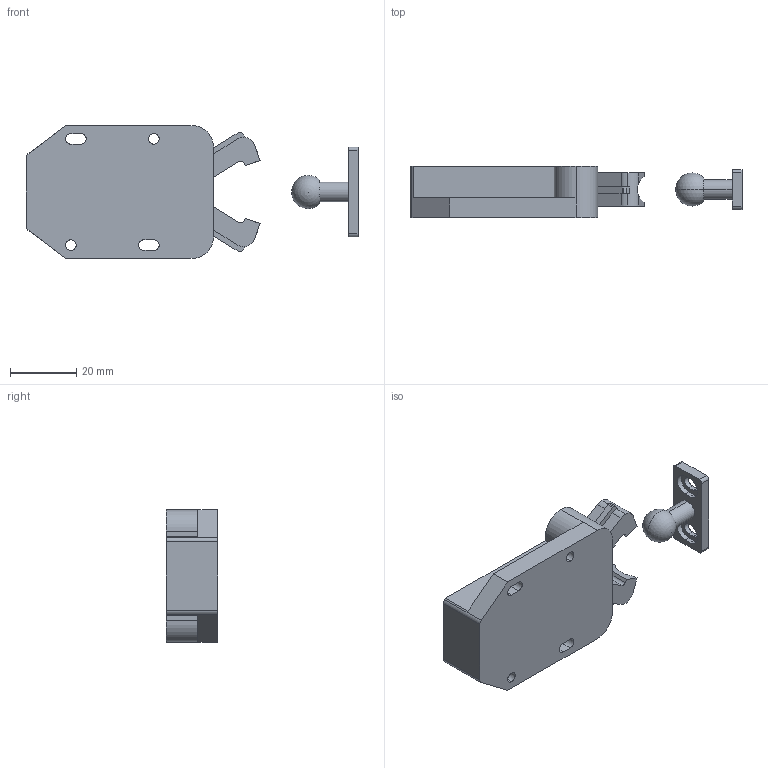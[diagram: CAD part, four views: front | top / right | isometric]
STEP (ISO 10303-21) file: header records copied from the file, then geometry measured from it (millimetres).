
FILE_DESCRIPTION (( 'STEP AP203' ), '1' );
FILE_NAME ('sone3D.STEP', '2018-01-10T06:18:45', ( '' ), ( '' ), 'SwSTEP 2.0', 'SolidWorks 2014', '' );
FILE_SCHEMA (( 'CONFIG_CONTROL_DESIGN' ));
Length unit declared in the file: millimetre
Products named in the file (3): sone3D; C-540ケース_; C-540ストライク_
Assembly tree (2 placements, depth 2):
  sone3D
    C-540ケース_
    C-540ストライク_
Bounding box: 100 x 15.5 x 40 mm (x, y, z)
Volume: 29960.5 mm3; surface area: 9681.4 mm2
Topology: 2 solids, 2 shells, 130 faces, 341 edges, 227 vertices
Faces by surface type: plane 73, cylinder 55, sphere 2
Entity records: 4350 total; most frequent: CARTESIAN_POINT 743, DIRECTION 713, ORIENTED_EDGE 672, EDGE_CURVE 336, AXIS2_PLACEMENT_3D 250, VERTEX_POINT 224, VECTOR 213, LINE 213
